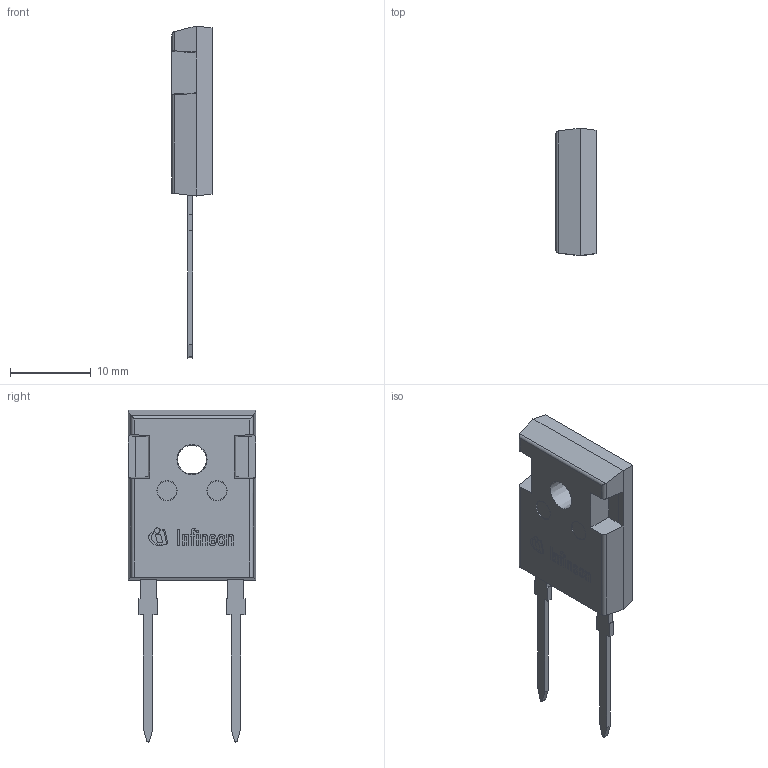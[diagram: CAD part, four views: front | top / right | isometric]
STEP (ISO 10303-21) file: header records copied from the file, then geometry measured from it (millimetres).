
FILE_DESCRIPTION(/* description */ (''),/* implementation_level */ '2;1');
FILE_NAME(/* name */ 'PG-TO247-2-2_Z8B00187741_V04_3D.stp',/* time_stamp */ '2023-07-11T11:15:50+06:00',/* author */ ('Subramani'),/* organization */ (''),/* preprocessor_version */ 'ST-DEVELOPER v16.13',/* originating_system */ 'AutoCAD Mechanical',/* authorisation */ '');
FILE_SCHEMA (('AUTOMOTIVE_DESIGN { 1 0 10303 214 3 1 1 }'));
Length unit declared in the file: millimetre
Products named in the file (1): Product
Bounding box: 5.01 x 15.8 x 41.2 mm (x, y, z)
Volume: 1499.5 mm3; surface area: 1872.9 mm2
Topology: 16 solids, 16 shells, 208 faces, 514 edges, 338 vertices
Faces by surface type: plane 173, bspline 18, cylinder 14, torus 2, cone 1
Full cylindrical faces by diameter (mm): 0.331 x1, 0.672 x1, 2.5 x2, 7.2 x2
Entity records: 6362 total; most frequent: CARTESIAN_POINT 1498, ORIENTED_EDGE 1010, DIRECTION 883, EDGE_CURVE 505, LINE 437, VECTOR 437, VERTEX_POINT 338, EDGE_LOOP 229
